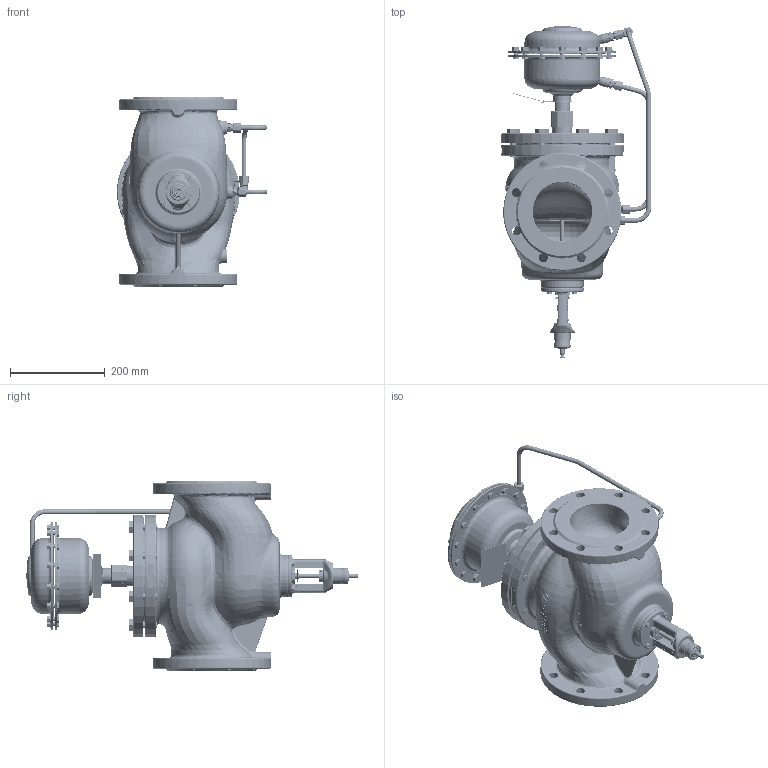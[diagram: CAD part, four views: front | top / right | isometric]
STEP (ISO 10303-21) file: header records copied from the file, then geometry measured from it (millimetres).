
FILE_DESCRIPTION((''),'2;1');
FILE_NAME('AFQ16_160-VFQM16_125_ASM_6_ASM','2020-10-09T',('U258099'),('Danfoss'),'CREO PARAMETRIC BY PTC INC, 2018070','CREO PARAMETRIC BY PTC INC, 2018070','');
FILE_SCHEMA(('CONFIG_CONTROL_DESIGN'));
Products named in the file (40): 88670070_HOUSING160_PN16_MI_AF1; 88673400_TUBE_FI38X10X62_MI_AF0; 88671660_PRESSURE_CONNECTOR_4MM; WELD_160_4MM_INST_AF1_1; 88671470_COVER160_PN16_MINUS_AS_ASM; 88670600_CONNECTING_NUT_G1_1_4_; 88670100_HOUS_AFQ_160_PN16__AF0; 88671660_PRESSURE_CONNECTOR_AF0; 88672600_COVE_AFQ_160_PN16_PLUS_ASM; 51840300_SCREW_M8X20_DIN933_1; 5201742_1; 5191731_1; WALTER_CONNECTION_1; WALTER_CONNECTION_NUT_1; 8863078_ASM_1_ASM; 88630330_1; 88630640_ASM_1_ASM; 88673820_1; 88673810_LABEL_PLATE_PA_1; 003G5600_AFQ2_PN16_160CM2_ASM_1_ASM; 88650520_VALVE_BODY_VFQM_DN125_; 88650730_VALVE_COVER_VFG_DN125_; 88651350_SPINDLE_CV_DN125_2; HEX_SCREW_DIN931_M16X50_2; 88651210_YOKE_BODY_DN125_250_2; 88652270_SETT_SCREW_DN125-250_2; 88652300_STUFFING_BOX_DN100_125; 51217250_2; 88652800_POINTER_VFQM_2; 88652730_FLOW_SCALE_DN125_2; 51817881_SCREW_SF_M3X5_2; LABEL_PLATE_37X37_2; 5589607_2; 88653170_VFQM_DN125_PN16_ASM_2_ASM; AFQ16_160-VFQM16_125-OUT_2; PRIKLJUCEK_KOLENO_1; PRIKLJUCEK_MATICA_1; 56722030_ASM_1_ASM; AFQ16_160-VFQM16_125-IN_1; AFQ16_160-VFQM16_125_ASM_6_ASM
Assembly tree (95 placements, depth 5):
  AFQ16_160-VFQM16_125_ASM_6_ASM
    003G5600_AFQ2_PN16_160CM2_ASM_1_ASM
      88671470_COVER160_PN16_MINUS_AS_ASM
        88670070_HOUSING160_PN16_MI_AF1
        88673400_TUBE_FI38X10X62_MI_AF0
        88671660_PRESSURE_CONNECTOR_4MM
        WELD_160_4MM_INST_AF1_1
      88670600_CONNECTING_NUT_G1_1_4_
      88672600_COVE_AFQ_160_PN16_PLUS_ASM
        88670100_HOUS_AFQ_160_PN16__AF0
        88671660_PRESSURE_CONNECTOR_AF0
      51840300_SCREW_M8X20_DIN933_1  x14
      5201742_1  x14
      5191731_1  x14
      8863078_ASM_1_ASM
        WALTER_CONNECTION_1
        WALTER_CONNECTION_NUT_1
      88630640_ASM_1_ASM
        8863078_ASM_1_ASM
          WALTER_CONNECTION_1
          WALTER_CONNECTION_NUT_1
        88630330_1
      88673820_1
      88673810_LABEL_PLATE_PA_1
    88653170_VFQM_DN125_PN16_ASM_2_ASM
      88650520_VALVE_BODY_VFQM_DN125_
      88650730_VALVE_COVER_VFG_DN125_
      88651350_SPINDLE_CV_DN125_2
      HEX_SCREW_DIN931_M16X50_2  x8
      88651210_YOKE_BODY_DN125_250_2
      88652270_SETT_SCREW_DN125-250_2
      88652300_STUFFING_BOX_DN100_125
      51217250_2  x4
      88652800_POINTER_VFQM_2
      88652730_FLOW_SCALE_DN125_2
      51817881_SCREW_SF_M3X5_2  x2
      LABEL_PLATE_37X37_2
      5589607_2  x4
    8863078_ASM_1_ASM  x2
      WALTER_CONNECTION_1
      WALTER_CONNECTION_NUT_1
    AFQ16_160-VFQM16_125-OUT_2
    56722030_ASM_1_ASM
      PRIKLJUCEK_KOLENO_1
      PRIKLJUCEK_MATICA_1
    AFQ16_160-VFQM16_125-IN_1
Bounding box: 317.9 x 702.3 x 400 mm (x, y, z)
Surface area: 1511337.6 mm2 (no closed solid volume)
Topology: 0 solids, 91 shells, 5285 faces, 13648 edges, 8651 vertices
Faces by surface type: plane 2435, cylinder 1066, cone 875, bspline 407, torus 344, extrusion 101, sphere 38, revolution 19
Entity records: 159509 total; most frequent: CARTESIAN_POINT 67255, ORIENTED_EDGE 20326, DIRECTION 17286, EDGE_CURVE 10163, VERTEX_POINT 6599, AXIS2_PLACEMENT_3D 6128, VECTOR 5011, LINE 4910
